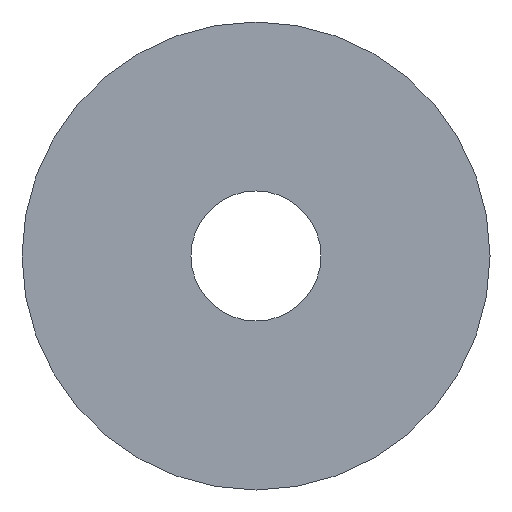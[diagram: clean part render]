
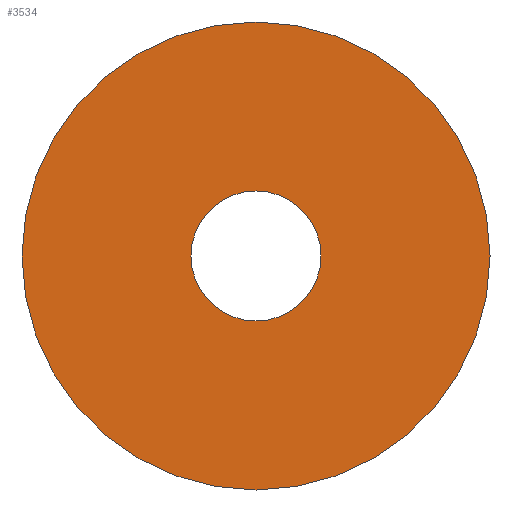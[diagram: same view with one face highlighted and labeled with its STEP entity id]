
A CAD part, left-side view. The second image highlights one B-rep face of the part: STEP entity #3534.
In plain terms, the highlighted planar face has unit normal (-1, 0, 0).
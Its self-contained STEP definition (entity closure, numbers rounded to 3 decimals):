
#1120=CARTESIAN_POINT('',(0.,0.,0.));
#1121=DIRECTION('',(-1.,0.,0.));
#1122=DIRECTION('',(0.,0.,-1.));
#1123=AXIS2_PLACEMENT_3D('',#1120,#1121,#1122);
#1128=CARTESIAN_POINT('',(0.,0.,0.));
#1129=DIRECTION('',(-1.,0.,0.));
#1130=DIRECTION('',(0.,0.,1.));
#1131=AXIS2_PLACEMENT_3D('',#1128,#1129,#1130);
#1136=CARTESIAN_POINT('',(0.,0.,0.));
#1137=DIRECTION('',(1.,0.,0.));
#1138=DIRECTION('',(0.,0.,-1.));
#1139=AXIS2_PLACEMENT_3D('',#1136,#1137,#1138);
#1144=CARTESIAN_POINT('',(0.,0.,0.));
#1145=DIRECTION('',(1.,0.,0.));
#1146=DIRECTION('',(0.,0.,1.));
#1147=AXIS2_PLACEMENT_3D('',#1144,#1145,#1146);
#3202=CARTESIAN_POINT('',(0.,0.,9.));
#3204=VERTEX_POINT('',#3202);
#3206=CARTESIAN_POINT('',(0.,0.,-9.));
#3208=VERTEX_POINT('',#3206);
#3210=CARTESIAN_POINT('',(0.,0.,-2.5));
#3212=VERTEX_POINT('',#3210);
#3214=CARTESIAN_POINT('',(0.,0.,2.5));
#3216=VERTEX_POINT('',#3214);
#3519=CARTESIAN_POINT('',(0.,0.,0.));
#3520=DIRECTION('',(1.,0.,0.));
#3521=DIRECTION('',(0.,0.,-1.));
#3522=AXIS2_PLACEMENT_3D('',#3519,#3520,#3521);
#3523=PLANE('',#3522);
#3524=ORIENTED_EDGE('',*,*,#3513,.F.);
#3525=ORIENTED_EDGE('',*,*,#3499,.F.);
#3526=EDGE_LOOP('',(#3524,#3525));
#3527=FACE_OUTER_BOUND('',#3526,.F.);
#3529=ORIENTED_EDGE('',*,*,#3528,.F.);
#3531=ORIENTED_EDGE('',*,*,#3530,.F.);
#3532=EDGE_LOOP('',(#3529,#3531));
#3533=FACE_BOUND('',#3532,.F.);
#1124=CIRCLE('',#1123,9.);
#1132=CIRCLE('',#1131,9.);
#1140=CIRCLE('',#1139,2.5);
#1148=CIRCLE('',#1147,2.5);
#3499=EDGE_CURVE('',#3204,#3208,#1132,.T.);
#3513=EDGE_CURVE('',#3208,#3204,#1124,.T.);
#3528=EDGE_CURVE('',#3212,#3216,#1140,.T.);
#3530=EDGE_CURVE('',#3216,#3212,#1148,.T.);
#3534=ADVANCED_FACE('',(#3527,#3533),#3523,.F.);
